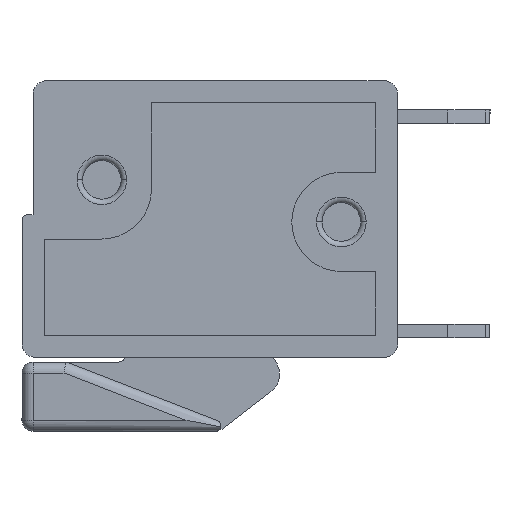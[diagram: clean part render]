
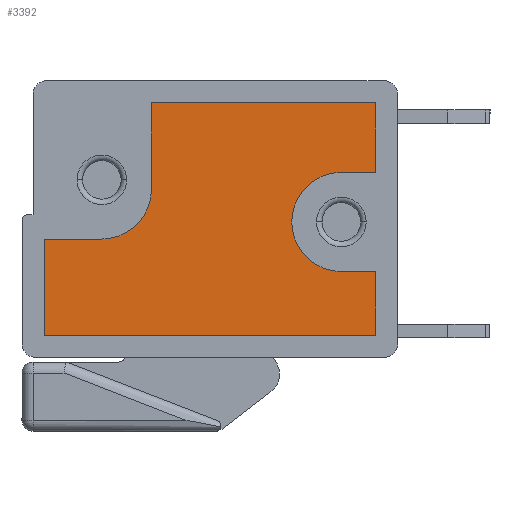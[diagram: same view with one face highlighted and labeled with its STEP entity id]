
A CAD part, left-side view. The second image highlights one B-rep face of the part: STEP entity #3392.
In plain terms, the highlighted face is planar.
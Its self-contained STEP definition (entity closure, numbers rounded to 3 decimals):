
#137 = DIRECTION ( 'NONE',  ( -1., 0., 0. ) ) ;
#213 = VERTEX_POINT ( 'NONE', #1677 ) ;
#253 = LINE ( 'NONE', #2822, #7508 ) ;
#279 = CARTESIAN_POINT ( 'NONE',  ( 6.025, 1.905, -5.02 ) ) ;
#337 = EDGE_CURVE ( 'NONE', #7518, #7481, #1240, .T. ) ;
#376 = PLANE ( 'NONE',  #7368 ) ;
#403 = CARTESIAN_POINT ( 'NONE',  ( -2.125, -4.225, -5.02 ) ) ;
#704 = CARTESIAN_POINT ( 'NONE',  ( 6.025, -1.695, -5.02 ) ) ;
#763 = VECTOR ( 'NONE', #6636, 1000. ) ;
#1100 = ORIENTED_EDGE ( 'NONE', *, *, #1521, .T. ) ;
#1150 = ORIENTED_EDGE ( 'NONE', *, *, #6609, .T. ) ;
#1184 = DIRECTION ( 'NONE',  ( -1., 0., 0. ) ) ;
#1240 = LINE ( 'NONE', #3776, #3263 ) ;
#1250 = LINE ( 'NONE', #3789, #2921 ) ;
#1349 = EDGE_CURVE ( 'NONE', #7481, #2405, #5723, .T. ) ;
#1521 = EDGE_CURVE ( 'NONE', #6470, #4950, #253, .T. ) ;
#1565 = LINE ( 'NONE', #4100, #763 ) ;
#1573 = VERTEX_POINT ( 'NONE', #4820 ) ;
#1621 = DIRECTION ( 'NONE',  ( 0., 0., 1. ) ) ;
#1655 = ORIENTED_EDGE ( 'NONE', *, *, #3614, .T. ) ;
#1677 = CARTESIAN_POINT ( 'NONE',  ( -2.125, -1.075, -5.02 ) ) ;
#1704 = VECTOR ( 'NONE', #7030, 1000. ) ;
#1822 = ORIENTED_EDGE ( 'NONE', *, *, #5637, .T. ) ;
#1928 = CIRCLE ( 'NONE', #6308, 1.8 ) ;
#1951 = LINE ( 'NONE', #4481, #1704 ) ;
#1996 = ORIENTED_EDGE ( 'NONE', *, *, #5844, .T. ) ;
#2010 = LINE ( 'NONE', #4541, #7252 ) ;
#2204 = VECTOR ( 'NONE', #137, 1000. ) ;
#2337 = CARTESIAN_POINT ( 'NONE',  ( 6.025, 1.905, -5.02 ) ) ;
#2405 = VERTEX_POINT ( 'NONE', #403 ) ;
#2408 = ORIENTED_EDGE ( 'NONE', *, *, #337, .T. ) ;
#2427 = DIRECTION ( 'NONE',  ( 0., 0., 1. ) ) ;
#2489 = VERTEX_POINT ( 'NONE', #3708 ) ;
#2522 = ORIENTED_EDGE ( 'NONE', *, *, #5306, .T. ) ;
#2563 = DIRECTION ( 'NONE',  ( -1., 0., 0. ) ) ;
#2624 = EDGE_CURVE ( 'NONE', #4735, #7759, #3326, .T. ) ;
#2772 = CARTESIAN_POINT ( 'NONE',  ( 6.025, 4.225, -5.02 ) ) ;
#2822 = CARTESIAN_POINT ( 'NONE',  ( -6.025, 4.225, -5.02 ) ) ;
#2921 = VECTOR ( 'NONE', #6331, 1000. ) ;
#2942 = CARTESIAN_POINT ( 'NONE',  ( -3.925, -1.075, -5.02 ) ) ;
#3214 = CARTESIAN_POINT ( 'NONE',  ( 6.025, -4.225, -5.02 ) ) ;
#3263 = VECTOR ( 'NONE', #6319, 1000. ) ;
#3326 = LINE ( 'NONE', #5863, #2204 ) ;
#3392 = ADVANCED_FACE ( 'NONE', ( #6100 ), #376, .T. ) ;
#3491 = EDGE_CURVE ( 'NONE', #5459, #2489, #1928, .T. ) ;
#3614 = EDGE_CURVE ( 'NONE', #7759, #6470, #2010, .T. ) ;
#3708 = CARTESIAN_POINT ( 'NONE',  ( 4.775, -1.695, -5.02 ) ) ;
#3776 = CARTESIAN_POINT ( 'NONE',  ( 6.025, -1.695, -5.02 ) ) ;
#3789 = CARTESIAN_POINT ( 'NONE',  ( 6.025, 4.225, -5.02 ) ) ;
#4023 = ORIENTED_EDGE ( 'NONE', *, *, #2624, .T. ) ;
#4100 = CARTESIAN_POINT ( 'NONE',  ( -2.125, -4.225, -5.02 ) ) ;
#4155 = DIRECTION ( 'NONE',  ( -1., 0., 0. ) ) ;
#4350 = CARTESIAN_POINT ( 'NONE',  ( 4.775, 0.105, -5.02 ) ) ;
#4351 = CARTESIAN_POINT ( 'NONE',  ( -3.925, 0.725, -5.02 ) ) ;
#4481 = CARTESIAN_POINT ( 'NONE',  ( 4.775, -1.695, -5.02 ) ) ;
#4541 = CARTESIAN_POINT ( 'NONE',  ( -6.025, 0.725, -5.02 ) ) ;
#4567 = ORIENTED_EDGE ( 'NONE', *, *, #3491, .T. ) ;
#4735 = VERTEX_POINT ( 'NONE', #4351 ) ;
#4748 = CARTESIAN_POINT ( 'NONE',  ( 6.025, -4.225, -5.02 ) ) ;
#4778 = EDGE_LOOP ( 'NONE', ( #7102, #4023, #1655, #1100, #1150, #1822, #2522, #4567, #1996, #2408, #6651, #5718 ) ) ;
#4807 = CARTESIAN_POINT ( 'NONE',  ( -6.025, 4.225, -5.02 ) ) ;
#4820 = CARTESIAN_POINT ( 'NONE',  ( 4.775, 1.905, -5.02 ) ) ;
#4885 = DIRECTION ( 'NONE',  ( -1., 0., 0. ) ) ;
#4950 = VERTEX_POINT ( 'NONE', #2772 ) ;
#4973 = DIRECTION ( 'NONE',  ( -1., 0., 0. ) ) ;
#5167 = CARTESIAN_POINT ( 'NONE',  ( 2.975, 0.105, -5.02 ) ) ;
#5306 = EDGE_CURVE ( 'NONE', #1573, #5459, #7224, .T. ) ;
#5357 = DIRECTION ( 'NONE',  ( 1., 0., 0. ) ) ;
#5459 = VERTEX_POINT ( 'NONE', #5167 ) ;
#5475 = DIRECTION ( 'NONE',  ( 0., 0., -1. ) ) ;
#5637 = EDGE_CURVE ( 'NONE', #6423, #1573, #8037, .T. ) ;
#5718 = ORIENTED_EDGE ( 'NONE', *, *, #7147, .T. ) ;
#5723 = LINE ( 'NONE', #4748, #5799 ) ;
#5799 = VECTOR ( 'NONE', #2563, 1000. ) ;
#5844 = EDGE_CURVE ( 'NONE', #2489, #7518, #1951, .T. ) ;
#5863 = CARTESIAN_POINT ( 'NONE',  ( -3.925, 0.725, -5.02 ) ) ;
#5995 = AXIS2_PLACEMENT_3D ( 'NONE', #7324, #1621, #4155 ) ;
#6080 = EDGE_CURVE ( 'NONE', #213, #4735, #6274, .T. ) ;
#6100 = FACE_OUTER_BOUND ( 'NONE', #4778, .T. ) ;
#6127 = CARTESIAN_POINT ( 'NONE',  ( -6.025, 0.725, -5.02 ) ) ;
#6274 = CIRCLE ( 'NONE', #5995, 1.8 ) ;
#6308 = AXIS2_PLACEMENT_3D ( 'NONE', #4350, #6890, #1184 ) ;
#6319 = DIRECTION ( 'NONE',  ( 0., -1., 0. ) ) ;
#6331 = DIRECTION ( 'NONE',  ( 0., -1., 0. ) ) ;
#6350 = VECTOR ( 'NONE', #4885, 1000. ) ;
#6423 = VERTEX_POINT ( 'NONE', #279 ) ;
#6470 = VERTEX_POINT ( 'NONE', #4807 ) ;
#6609 = EDGE_CURVE ( 'NONE', #4950, #6423, #1250, .T. ) ;
#6636 = DIRECTION ( 'NONE',  ( 0., 1., 0. ) ) ;
#6651 = ORIENTED_EDGE ( 'NONE', *, *, #1349, .T. ) ;
#6890 = DIRECTION ( 'NONE',  ( 0., 0., 1. ) ) ;
#7030 = DIRECTION ( 'NONE',  ( 1., 0., 0. ) ) ;
#7083 = AXIS2_PLACEMENT_3D ( 'NONE', #8132, #2427, #4973 ) ;
#7085 = DIRECTION ( 'NONE',  ( 0., 1., 0. ) ) ;
#7102 = ORIENTED_EDGE ( 'NONE', *, *, #6080, .T. ) ;
#7147 = EDGE_CURVE ( 'NONE', #2405, #213, #1565, .T. ) ;
#7224 = CIRCLE ( 'NONE', #7083, 1.8 ) ;
#7252 = VECTOR ( 'NONE', #7085, 1000. ) ;
#7324 = CARTESIAN_POINT ( 'NONE',  ( -3.925, -1.075, -5.02 ) ) ;
#7368 = AXIS2_PLACEMENT_3D ( 'NONE', #2942, #5475, #8015 ) ;
#7481 = VERTEX_POINT ( 'NONE', #3214 ) ;
#7508 = VECTOR ( 'NONE', #5357, 1000. ) ;
#7518 = VERTEX_POINT ( 'NONE', #704 ) ;
#7759 = VERTEX_POINT ( 'NONE', #6127 ) ;
#8015 = DIRECTION ( 'NONE',  ( -1., 0., 0. ) ) ;
#8037 = LINE ( 'NONE', #2337, #6350 ) ;
#8132 = CARTESIAN_POINT ( 'NONE',  ( 4.775, 0.105, -5.02 ) ) ;
